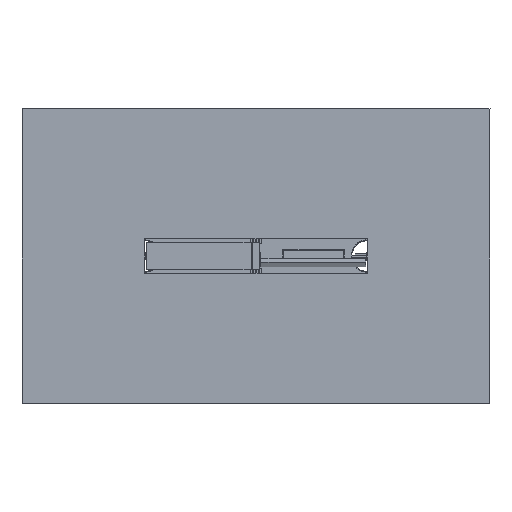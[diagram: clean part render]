
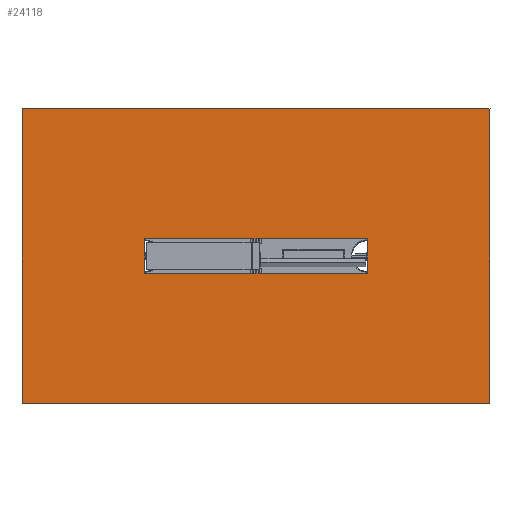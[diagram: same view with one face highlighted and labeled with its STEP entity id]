
A CAD part, top view. The second image highlights one B-rep face of the part: STEP entity #24118.
In plain terms, the highlighted free-form (B-spline) face has degree [1, 1] with [2, 2] control points.
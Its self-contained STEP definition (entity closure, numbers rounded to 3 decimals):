
#24036 = VERTEX_POINT('',#24037);
#24037 = CARTESIAN_POINT('',(128.739,2540.739,
    1808.808));
#24042 = EDGE_CURVE('',#24043,#24036,#24045,.T.);
#24043 = VERTEX_POINT('',#24044);
#24044 = CARTESIAN_POINT('',(128.739,567.343,
    1808.808));
#24045 = B_SPLINE_CURVE_WITH_KNOTS('',1,(#24046,#24047),.UNSPECIFIED.,
  .F.,.F.,(2,2),(-1700.,0.),.PIECEWISE_BEZIER_KNOTS.);
#24046 = CARTESIAN_POINT('',(128.739,567.343,
    1808.808));
#24047 = CARTESIAN_POINT('',(128.739,2540.739,
    1808.808));
#24064 = VERTEX_POINT('',#24065);
#24065 = CARTESIAN_POINT('',(-3005.479,2540.739,
    1808.808));
#24070 = EDGE_CURVE('',#24036,#24064,#24071,.T.);
#24071 = B_SPLINE_CURVE_WITH_KNOTS('',1,(#24072,#24073),.UNSPECIFIED.,
  .F.,.F.,(2,2),(0.,2700.),.PIECEWISE_BEZIER_KNOTS.);
#24072 = CARTESIAN_POINT('',(128.739,2540.739,
    1808.808));
#24073 = CARTESIAN_POINT('',(-3005.479,2540.739,
    1808.808));
#24086 = VERTEX_POINT('',#24087);
#24087 = CARTESIAN_POINT('',(-3005.479,567.343,
    1808.808));
#24092 = EDGE_CURVE('',#24064,#24086,#24093,.T.);
#24093 = B_SPLINE_CURVE_WITH_KNOTS('',1,(#24094,#24095),.UNSPECIFIED.,
  .F.,.F.,(2,2),(0.,1700.),.PIECEWISE_BEZIER_KNOTS.);
#24094 = CARTESIAN_POINT('',(-3005.479,2540.739,
    1808.808));
#24095 = CARTESIAN_POINT('',(-3005.479,567.343,
    1808.808));
#24108 = EDGE_CURVE('',#24086,#24043,#24109,.T.);
#24109 = B_SPLINE_CURVE_WITH_KNOTS('',1,(#24110,#24111),.UNSPECIFIED.,
  .F.,.F.,(2,2),(-2700.,0.),.PIECEWISE_BEZIER_KNOTS.);
#24110 = CARTESIAN_POINT('',(-3005.479,567.343,
    1808.808));
#24111 = CARTESIAN_POINT('',(128.739,567.343,
    1808.808));
#24118 = ADVANCED_FACE('',(#24119,#24149),#24155,.F.);
#24119 = FACE_BOUND('',#24120,.T.);
#24120 = EDGE_LOOP('',(#24121,#24130,#24137,#24144));
#24121 = ORIENTED_EDGE('',*,*,#24122,.T.);
#24122 = EDGE_CURVE('',#24123,#24125,#24127,.T.);
#24123 = VERTEX_POINT('',#24124);
#24124 = CARTESIAN_POINT('',(-2183.037,1670.123,
    1808.808));
#24125 = VERTEX_POINT('',#24126);
#24126 = CARTESIAN_POINT('',(-693.703,1670.123,
    1808.808));
#24127 = B_SPLINE_CURVE_WITH_KNOTS('',1,(#24128,#24129),.UNSPECIFIED.,
  .F.,.F.,(2,2),(708.5,1991.5),.PIECEWISE_BEZIER_KNOTS.);
#24128 = CARTESIAN_POINT('',(-2183.037,1670.123,
    1808.808));
#24129 = CARTESIAN_POINT('',(-693.703,1670.123,
    1808.808));
#24130 = ORIENTED_EDGE('',*,*,#24131,.T.);
#24131 = EDGE_CURVE('',#24125,#24132,#24134,.T.);
#24132 = VERTEX_POINT('',#24133);
#24133 = CARTESIAN_POINT('',(-693.703,1437.959,
    1808.808));
#24134 = B_SPLINE_CURVE_WITH_KNOTS('',1,(#24135,#24136),.UNSPECIFIED.,
  .F.,.F.,(2,2),(-950.,-750.),
  .PIECEWISE_BEZIER_KNOTS.);
#24135 = CARTESIAN_POINT('',(-693.703,1670.123,
    1808.808));
#24136 = CARTESIAN_POINT('',(-693.703,1437.959,
    1808.808));
#24137 = ORIENTED_EDGE('',*,*,#24138,.T.);
#24138 = EDGE_CURVE('',#24132,#24139,#24141,.T.);
#24139 = VERTEX_POINT('',#24140);
#24140 = CARTESIAN_POINT('',(-2183.037,1437.959,
    1808.808));
#24141 = B_SPLINE_CURVE_WITH_KNOTS('',1,(#24142,#24143),.UNSPECIFIED.,
  .F.,.F.,(2,2),(-1991.5,-708.5),.PIECEWISE_BEZIER_KNOTS.);
#24142 = CARTESIAN_POINT('',(-693.703,1437.959,
    1808.808));
#24143 = CARTESIAN_POINT('',(-2183.037,1437.959,
    1808.808));
#24144 = ORIENTED_EDGE('',*,*,#24145,.T.);
#24145 = EDGE_CURVE('',#24139,#24123,#24146,.T.);
#24146 = B_SPLINE_CURVE_WITH_KNOTS('',1,(#24147,#24148),.UNSPECIFIED.,
  .F.,.F.,(2,2),(750.,950.),
  .PIECEWISE_BEZIER_KNOTS.);
#24147 = CARTESIAN_POINT('',(-2183.037,1437.959,
    1808.808));
#24148 = CARTESIAN_POINT('',(-2183.037,1670.123,
    1808.808));
#24149 = FACE_BOUND('',#24150,.T.);
#24150 = EDGE_LOOP('',(#24151,#24152,#24153,#24154));
#24151 = ORIENTED_EDGE('',*,*,#24042,.T.);
#24152 = ORIENTED_EDGE('',*,*,#24070,.T.);
#24153 = ORIENTED_EDGE('',*,*,#24092,.T.);
#24154 = ORIENTED_EDGE('',*,*,#24108,.T.);
#24155 = B_SPLINE_SURFACE_WITH_KNOTS('',1,1,(
    (#24156,#24157)
    ,(#24158,#24159
    )),.UNSPECIFIED.,.F.,.F.,.F.,(2,2),(2,2),(-2700.,
    0.),(0.,1700.),.PIECEWISE_BEZIER_KNOTS.);
#24156 = CARTESIAN_POINT('',(128.739,567.343,
    1808.808));
#24157 = CARTESIAN_POINT('',(128.739,2540.739,
    1808.808));
#24158 = CARTESIAN_POINT('',(-3005.479,567.343,
    1808.808));
#24159 = CARTESIAN_POINT('',(-3005.479,2540.739,
    1808.808));
